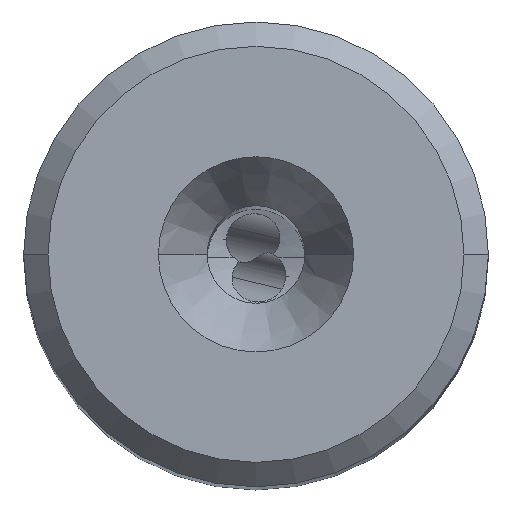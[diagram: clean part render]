
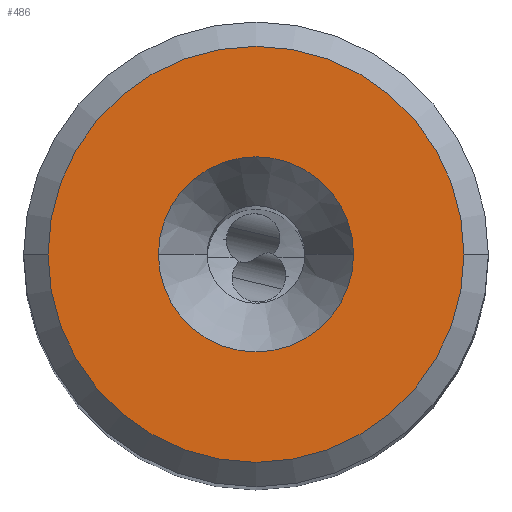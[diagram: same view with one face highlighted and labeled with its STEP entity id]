
A CAD part, top view. The second image highlights one B-rep face of the part: STEP entity #486.
In plain terms, the highlighted planar face has unit normal (0, 0, 1).
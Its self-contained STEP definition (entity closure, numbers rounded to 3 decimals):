
#486=ADVANCED_FACE('',(#619,#620),#602,.T.);
#602=PLANE('',#4070);
#619=FACE_BOUND('',#745,.T.);
#620=FACE_BOUND('',#746,.T.);
#745=EDGE_LOOP('',(#2061,#2062));
#746=EDGE_LOOP('',(#2063,#2064));
#1248=CIRCLE('',#4062,8.525);
#1249=CIRCLE('',#4064,8.525);
#1251=CIRCLE('',#4068,4.);
#1252=CIRCLE('',#4069,4.);
#2061=ORIENTED_EDGE('',*,*,#3230,.F.);
#2062=ORIENTED_EDGE('',*,*,#3232,.F.);
#2063=ORIENTED_EDGE('',*,*,#3234,.F.);
#2064=ORIENTED_EDGE('',*,*,#3235,.F.);
#2733=VERTEX_POINT('',#8313);
#2734=VERTEX_POINT('',#8315);
#2735=VERTEX_POINT('',#8323);
#2736=VERTEX_POINT('',#8324);
#3230=EDGE_CURVE('',#2733,#2734,#1248,.T.);
#3232=EDGE_CURVE('',#2734,#2733,#1249,.T.);
#3234=EDGE_CURVE('',#2735,#2736,#1251,.T.);
#3235=EDGE_CURVE('',#2736,#2735,#1252,.T.);
#4062=AXIS2_PLACEMENT_3D('',#8314,#4814,#4815);
#4064=AXIS2_PLACEMENT_3D('',#8318,#4819,#4820);
#4068=AXIS2_PLACEMENT_3D('',#8322,#4827,#4828);
#4069=AXIS2_PLACEMENT_3D('',#8325,#4829,#4830);
#4070=AXIS2_PLACEMENT_3D('',#8326,#4831,#4832);
#4814=DIRECTION('',(0.,0.,-1.));
#4815=DIRECTION('',(-1.,0.,0.));
#4819=DIRECTION('',(0.,0.,-1.));
#4820=DIRECTION('',(1.,0.,0.));
#4827=DIRECTION('',(0.,0.,1.));
#4828=DIRECTION('',(-1.,0.,0.));
#4829=DIRECTION('',(0.,0.,1.));
#4830=DIRECTION('',(1.,0.,0.));
#4831=DIRECTION('',(0.,0.,1.));
#4832=DIRECTION('',(1.,0.,0.));
#8313=CARTESIAN_POINT('',(-8.525,0.,0.));
#8314=CARTESIAN_POINT('',(0.,0.,0.));
#8315=CARTESIAN_POINT('',(8.525,0.,0.));
#8318=CARTESIAN_POINT('',(0.,0.,0.));
#8322=CARTESIAN_POINT('',(0.,0.,0.));
#8323=CARTESIAN_POINT('',(-4.,0.,0.));
#8324=CARTESIAN_POINT('',(4.,0.,0.));
#8325=CARTESIAN_POINT('',(0.,0.,0.));
#8326=CARTESIAN_POINT('',(0.,0.,0.));
